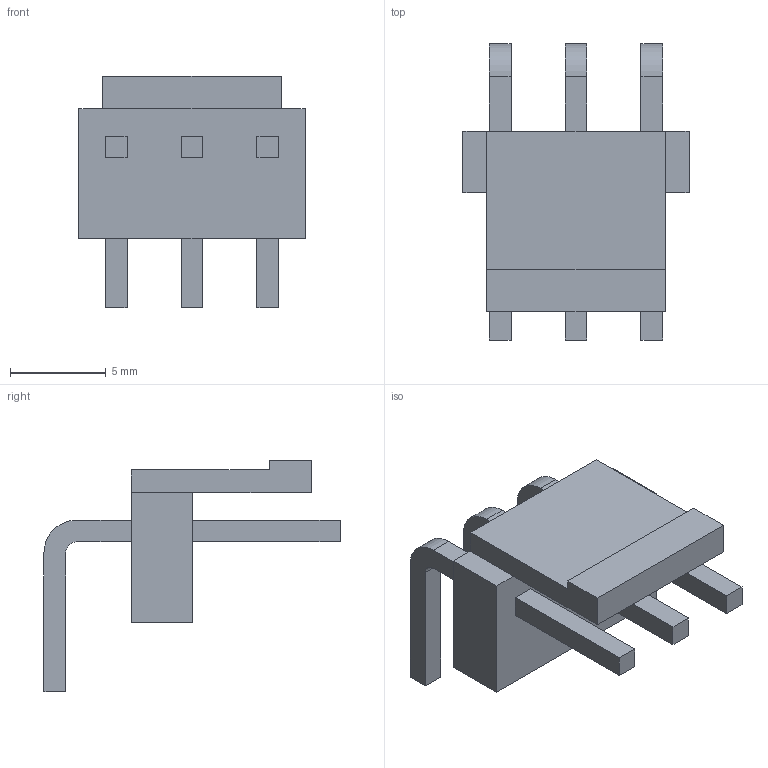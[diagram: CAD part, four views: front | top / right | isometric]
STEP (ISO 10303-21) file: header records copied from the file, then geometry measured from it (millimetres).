
FILE_DESCRIPTION( ( '' ), ' ' );
FILE_NAME( '5b9139d8546b980f32da06cd.step', '2018-09-06T14:29:45', ( '' ), ( '' ), ' ', ' ', ' ' );
FILE_SCHEMA( ( 'AUTOMOTIVE_DESIGN { 1 0 10303 214 1 1 1 1 }' ) );
Length unit declared in the file: metre
Products named in the file (1): Open CASCADE STEP translator 6.8 1
Bounding box: 11.82 x 15.47 x 12.1 mm (x, y, z)
Volume: 449 mm3; surface area: 720.2 mm2
Topology: 1 solids, 1 shells, 56 faces, 142 edges, 94 vertices
Faces by surface type: plane 50, cylinder 6
Entity records: 2836 total; most frequent: CARTESIAN_POINT 293, ORIENTED_EDGE 284, DIRECTION 268, STYLED_ITEM 198, PRESENTATION_STYLE_ASSIGNMENT 198, COLOUR_RGB 198, EDGE_CURVE 142, CURVE_STYLE 142
